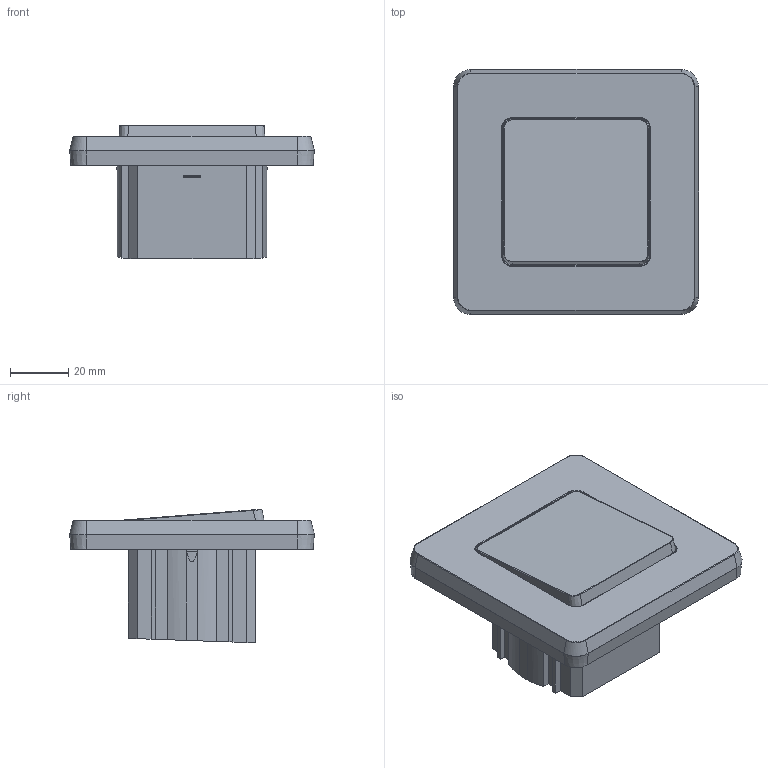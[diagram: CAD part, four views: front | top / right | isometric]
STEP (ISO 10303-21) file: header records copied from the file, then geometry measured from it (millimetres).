
FILE_DESCRIPTION (( 'STEP AP203' ), '1' );
FILE_NAME ('Ïåðåêëþ÷àòåëü 1 êë ïðåêðåñòíûé .STEP', '2025-05-27T10:58:13', ( '' ), ( '' ), 'SwSTEP 2.0', 'SolidWorks 2022', '' );
FILE_SCHEMA (( 'CONFIG_CONTROL_DESIGN' ));
Length unit declared in the file: millimetre
Products named in the file (1): Переключатель 1 кл прекрестный 
Bounding box: 84 x 84 x 45.8 mm (x, y, z)
Volume: 136186.1 mm3; surface area: 24319.1 mm2
Topology: 6 solids, 6 shells, 179 faces, 426 edges, 265 vertices
Faces by surface type: plane 75, cylinder 52, bspline 38, cone 10, torus 4
Entity records: 8050 total; most frequent: CARTESIAN_POINT 4836, ORIENTED_EDGE 852, B_SPLINE_CURVE_WITH_KNOTS 426, EDGE_CURVE 426, DIRECTION 284, VERTEX_POINT 265, EDGE_LOOP 187, ADVANCED_FACE 179
